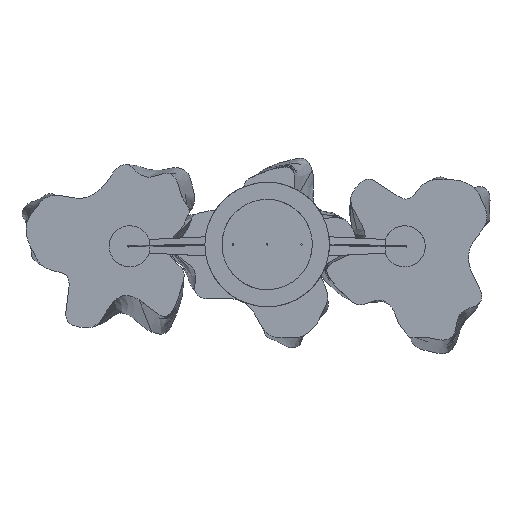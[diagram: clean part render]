
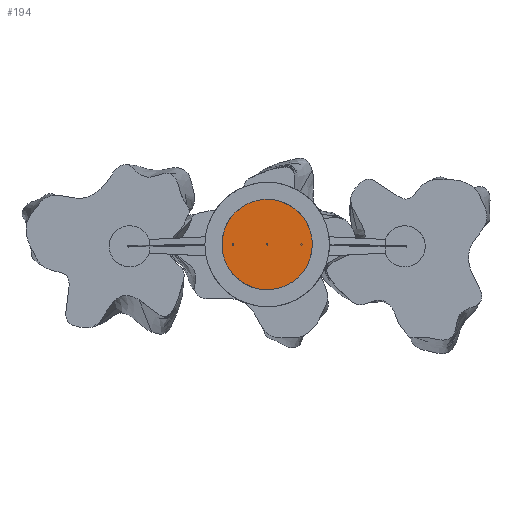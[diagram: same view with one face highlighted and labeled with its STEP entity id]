
A CAD part, top view. The second image highlights one B-rep face of the part: STEP entity #194.
In plain terms, the highlighted planar face has unit normal (0, 0, 1).
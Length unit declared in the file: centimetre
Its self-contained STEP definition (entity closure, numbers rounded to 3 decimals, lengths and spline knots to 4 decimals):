
#194=ADVANCED_FACE($,(#327),#1868,.T.);
#327=FACE_OUTER_BOUND($,#460,.T.);
#460=EDGE_LOOP($,(#851,#852,#853,#854));
#851=ORIENTED_EDGE($,*,*,#1252,.F.);
#852=ORIENTED_EDGE($,*,*,#1250,.F.);
#853=ORIENTED_EDGE($,*,*,#1245,.F.);
#854=ORIENTED_EDGE($,*,*,#1248,.F.);
#1245=EDGE_CURVE($,#1562,#1563,#1964,.T.);
#1248=EDGE_CURVE($,#1564,#1562,#1967,.T.);
#1250=EDGE_CURVE($,#1563,#1565,#1969,.T.);
#1252=EDGE_CURVE($,#1565,#1564,#1971,.T.);
#1562=VERTEX_POINT($,#3658);
#1563=VERTEX_POINT($,#3659);
#1564=VERTEX_POINT($,#3660);
#1565=VERTEX_POINT($,#3661);
#1868=PLANE($,#2357);
#1964=(
BOUNDED_CURVE()
B_SPLINE_CURVE(2,(#3539,#3540,#3541),.UNSPECIFIED.,.F.,.F.)
B_SPLINE_CURVE_WITH_KNOTS((3,3),(103.6726,207.3451),.UNSPECIFIED.)
CURVE()
GEOMETRIC_REPRESENTATION_ITEM()
RATIONAL_B_SPLINE_CURVE((1.,0.707,1.))
REPRESENTATION_ITEM($)
);
#1967=(
BOUNDED_CURVE()
B_SPLINE_CURVE(2,(#3546,#3547,#3548),.UNSPECIFIED.,.F.,.F.)
B_SPLINE_CURVE_WITH_KNOTS((3,3),(0.,103.6726),.UNSPECIFIED.)
CURVE()
GEOMETRIC_REPRESENTATION_ITEM()
RATIONAL_B_SPLINE_CURVE((1.,0.707,1.))
REPRESENTATION_ITEM($)
);
#1969=(
BOUNDED_CURVE()
B_SPLINE_CURVE(2,(#3551,#3552,#3553),.UNSPECIFIED.,.F.,.F.)
B_SPLINE_CURVE_WITH_KNOTS((3,3),(0.,103.6726),.UNSPECIFIED.)
CURVE()
GEOMETRIC_REPRESENTATION_ITEM()
RATIONAL_B_SPLINE_CURVE((1.,0.707,1.))
REPRESENTATION_ITEM($)
);
#1971=(
BOUNDED_CURVE()
B_SPLINE_CURVE(2,(#3556,#3557,#3558),.UNSPECIFIED.,.F.,.F.)
B_SPLINE_CURVE_WITH_KNOTS((3,3),(103.6726,207.3451),.UNSPECIFIED.)
CURVE()
GEOMETRIC_REPRESENTATION_ITEM()
RATIONAL_B_SPLINE_CURVE((1.,0.707,1.))
REPRESENTATION_ITEM($)
);
#2357=AXIS2_PLACEMENT_3D($,#3644,#2388,$);
#2388=DIRECTION($,(0.,0.,1.));
#3539=CARTESIAN_POINT($,(-66.,0.,0.));
#3540=CARTESIAN_POINT($,(-66.,66.,0.));
#3541=CARTESIAN_POINT($,(0.,66.,0.));
#3546=CARTESIAN_POINT($,(0.,-66.,0.));
#3547=CARTESIAN_POINT($,(-66.,-66.,0.));
#3548=CARTESIAN_POINT($,(-66.,0.,0.));
#3551=CARTESIAN_POINT($,(0.,66.,0.));
#3552=CARTESIAN_POINT($,(66.,66.,0.));
#3553=CARTESIAN_POINT($,(66.,0.,0.));
#3556=CARTESIAN_POINT($,(66.,0.,0.));
#3557=CARTESIAN_POINT($,(66.,-66.,0.));
#3558=CARTESIAN_POINT($,(0.,-66.,0.));
#3644=CARTESIAN_POINT($,(-67.32,67.32,0.));
#3658=CARTESIAN_POINT($,(-66.,0.,0.));
#3659=CARTESIAN_POINT($,(0.,66.,0.));
#3660=CARTESIAN_POINT($,(0.,-66.,0.));
#3661=CARTESIAN_POINT($,(66.,0.,0.));
